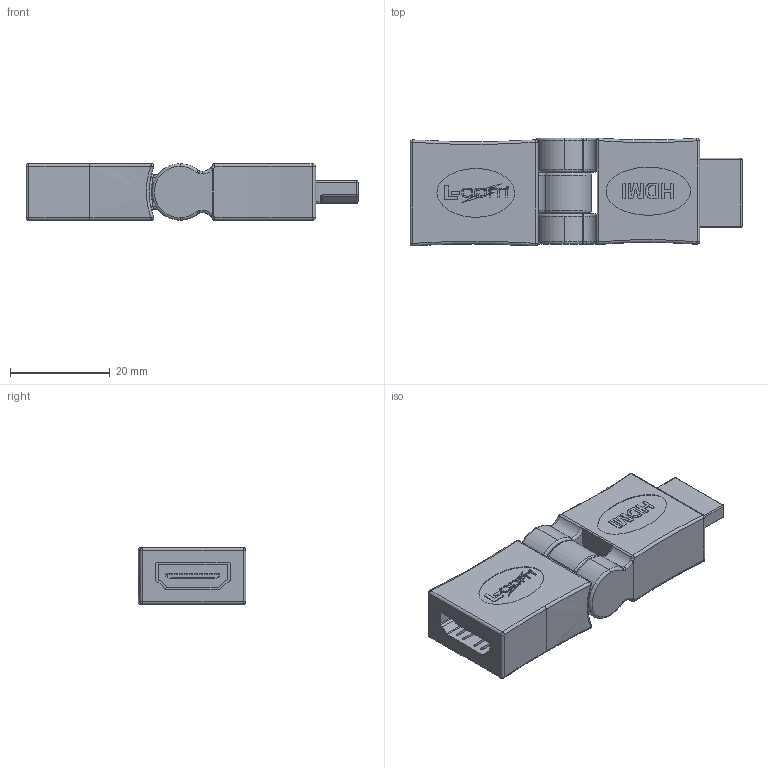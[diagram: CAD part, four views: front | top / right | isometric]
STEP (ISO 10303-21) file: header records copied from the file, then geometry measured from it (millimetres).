
FILE_DESCRIPTION (( 'STEP AP214' ), '1' );
FILE_NAME ('HDFM-SW.STEP', '2012-10-25T16:25:01', ( 'x' ), ( '' ), 'SwSTEP 2.0', 'SolidWorks 2012', '' );
FILE_SCHEMA (( 'AUTOMOTIVE_DESIGN' ));
Length unit declared in the file: inch
Products named in the file (5): 1AH05-004; 3AB19-005_LONGER BODY; HDMIFM-SW-MA2; HDMIFM-SW-MA1; HDFM-SW
Assembly tree (4 placements, depth 2):
  HDFM-SW
    HDMIFM-SW-MA1
    HDMIFM-SW-MA2
    3AB19-005_LONGER BODY
    1AH05-004
Bounding box: 66.61 x 21.63 x 11.33 mm (x, y, z)
Volume: 12839.5 mm3; surface area: 7618.6 mm2
Topology: 4 solids, 4 shells, 1258 faces, 3400 edges, 2182 vertices
Faces by surface type: plane 877, cylinder 156, bspline 140, torus 55, sphere 30
Entity records: 51711 total; most frequent: CARTESIAN_POINT 11829, ORIENTED_EDGE 6744, DIRECTION 5765, EDGE_CURVE 3372, VECTOR 2637, LINE 2637, VERTEX_POINT 2178, AXIS2_PLACEMENT_3D 1564
